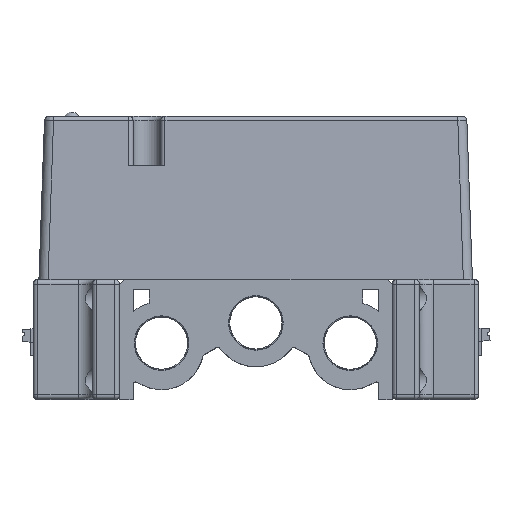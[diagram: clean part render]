
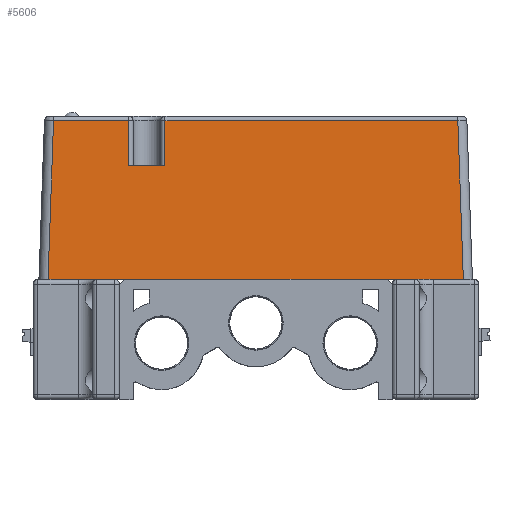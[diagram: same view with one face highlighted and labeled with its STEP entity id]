
A CAD part, front view. The second image highlights one B-rep face of the part: STEP entity #5606.
In plain terms, the highlighted planar face has unit normal (0, -0.999, 0.035).
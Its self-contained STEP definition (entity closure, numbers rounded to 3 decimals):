
#995=PLANE('',#92381);
#5606=ADVANCED_FACE('',(#11149),#995,.T.);
#11149=FACE_OUTER_BOUND('',#15791,.T.);
#15791=EDGE_LOOP('',(#44534,#44535,#44536,#44537,#44538,#44539,#44540,#44541,
#44542,#44543));
#22799=LINE('',#126092,#32933);
#22861=LINE('',#126248,#32995);
#23169=LINE('',#127556,#33303);
#23170=LINE('',#127559,#33304);
#23171=LINE('',#127561,#33305);
#23172=LINE('',#127563,#33306);
#23173=LINE('',#127565,#33307);
#23174=LINE('',#127567,#33308);
#23175=LINE('',#127569,#33309);
#23176=LINE('',#127570,#33310);
#32933=VECTOR('',#99773,1.);
#32995=VECTOR('',#99901,1.);
#33303=VECTOR('',#100701,1.);
#33304=VECTOR('',#100702,1.);
#33305=VECTOR('',#100703,1.);
#33306=VECTOR('',#100704,1.);
#33307=VECTOR('',#100705,1.);
#33308=VECTOR('',#100706,1.);
#33309=VECTOR('',#100707,1.);
#33310=VECTOR('',#100708,1.);
#44534=ORIENTED_EDGE('',*,*,#78962,.T.);
#44535=ORIENTED_EDGE('',*,*,#78963,.T.);
#44536=ORIENTED_EDGE('',*,*,#78964,.T.);
#44537=ORIENTED_EDGE('',*,*,#78965,.F.);
#44538=ORIENTED_EDGE('',*,*,#78966,.T.);
#44539=ORIENTED_EDGE('',*,*,#78967,.T.);
#44540=ORIENTED_EDGE('',*,*,#78968,.T.);
#44541=ORIENTED_EDGE('',*,*,#78496,.T.);
#44542=ORIENTED_EDGE('',*,*,#78418,.T.);
#44543=ORIENTED_EDGE('',*,*,#78969,.T.);
#69633=VERTEX_POINT('',#126091);
#69634=VERTEX_POINT('',#126093);
#69695=VERTEX_POINT('',#126249);
#70059=VERTEX_POINT('',#127557);
#70060=VERTEX_POINT('',#127558);
#70061=VERTEX_POINT('',#127560);
#70062=VERTEX_POINT('',#127562);
#70063=VERTEX_POINT('',#127564);
#70064=VERTEX_POINT('',#127566);
#70065=VERTEX_POINT('',#127568);
#78418=EDGE_CURVE('',#69634,#69633,#22799,.T.);
#78496=EDGE_CURVE('',#69695,#69634,#22861,.T.);
#78962=EDGE_CURVE('',#70059,#70060,#23169,.T.);
#78963=EDGE_CURVE('',#70060,#70061,#23170,.T.);
#78964=EDGE_CURVE('',#70061,#70062,#23171,.T.);
#78965=EDGE_CURVE('',#70063,#70062,#23172,.T.);
#78966=EDGE_CURVE('',#70063,#70064,#23173,.T.);
#78967=EDGE_CURVE('',#70064,#70065,#23174,.T.);
#78968=EDGE_CURVE('',#70065,#69695,#23175,.T.);
#78969=EDGE_CURVE('',#69633,#70059,#23176,.T.);
#92381=AXIS2_PLACEMENT_3D('',#127571,#100709,#100710);
#99773=DIRECTION('',(1.,0.,0.));
#99901=DIRECTION('',(1.,0.,0.));
#100701=DIRECTION('',(-0.035,0.035,0.999));
#100702=DIRECTION('',(-1.,0.,0.));
#100703=DIRECTION('',(0.,-0.035,-0.999));
#100704=DIRECTION('',(1.,0.,0.));
#100705=DIRECTION('',(0.,0.035,0.999));
#100706=DIRECTION('',(-1.,0.,0.));
#100707=DIRECTION('',(-0.035,-0.035,-0.999));
#100708=DIRECTION('',(1.,0.,0.));
#100709=DIRECTION('',(0.,-0.999,0.035));
#100710=DIRECTION('',(0.,0.035,0.999));
#126091=CARTESIAN_POINT('',(881.05,-1316.826,-0.1));
#126092=CARTESIAN_POINT('',(880.05,-1316.826,-0.1));
#126093=CARTESIAN_POINT('',(819.05,-1316.826,-0.1));
#126248=CARTESIAN_POINT('',(880.05,-1316.826,-0.1));
#126249=CARTESIAN_POINT('',(804.313,-1316.826,-0.1));
#127556=CARTESIAN_POINT('',(895.944,-1317.083,-7.463));
#127557=CARTESIAN_POINT('',(895.687,-1316.826,-0.1));
#127558=CARTESIAN_POINT('',(894.467,-1315.606,34.835));
#127559=CARTESIAN_POINT('',(830.05,-1315.606,34.835));
#127560=CARTESIAN_POINT('',(830.05,-1315.606,34.835));
#127561=CARTESIAN_POINT('',(830.05,-1315.953,24.9));
#127562=CARTESIAN_POINT('',(830.05,-1315.953,24.9));
#127563=CARTESIAN_POINT('',(826.05,-1315.953,24.9));
#127564=CARTESIAN_POINT('',(822.05,-1315.953,24.9));
#127565=CARTESIAN_POINT('',(822.05,-1315.606,34.835));
#127566=CARTESIAN_POINT('',(822.05,-1315.606,34.835));
#127567=CARTESIAN_POINT('',(804.567,-1315.606,34.835));
#127568=CARTESIAN_POINT('',(805.533,-1315.606,34.835));
#127569=CARTESIAN_POINT('',(804.056,-1317.083,-7.463));
#127570=CARTESIAN_POINT('',(880.05,-1316.826,-0.1));
#127571=CARTESIAN_POINT('',(850.,-1317.141,-9.1));
